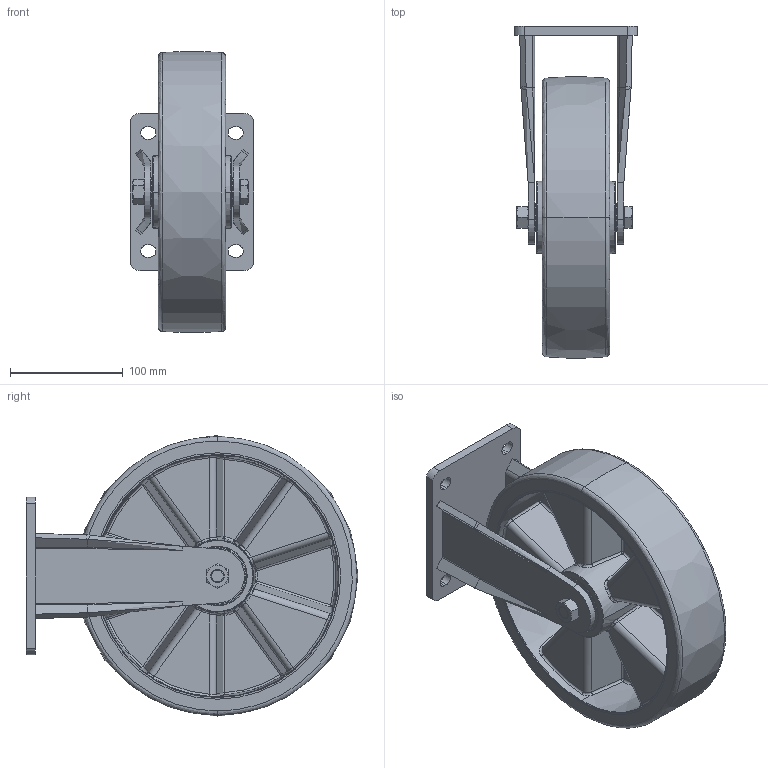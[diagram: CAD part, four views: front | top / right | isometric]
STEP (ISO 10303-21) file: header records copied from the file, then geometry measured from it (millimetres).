
FILE_DESCRIPTION (( 'STEP AP214' ), '1' );
FILE_NAME ('ERGO00H1916-Roulette Fixe D250 à platine - charge 1000kg - PU.step', '2023-03-24T09:52:36', ( 'Altae' ), ( '' ), 'SwSTEP 2.0', 'SolidWorks 2021', '' );
FILE_SCHEMA (( 'AUTOMOTIVE_DESIGN' ));
Length unit declared in the file: millimetre
Products named in the file (1): ERGO00H1916-Roulette Fixe D250 à platine - charge 1000kg - PU
Bounding box: 110 x 294.87 x 249.74 mm (x, y, z)
Volume: 1476137 mm3; surface area: 326972.6 mm2
Topology: 3 solids, 3 shells, 478 faces, 1129 edges, 673 vertices
Faces by surface type: bspline 225, plane 133, cylinder 82, cone 38
Entity records: 23195 total; most frequent: CARTESIAN_POINT 13689, ORIENTED_EDGE 2252, DIRECTION 1592, EDGE_CURVE 1126, VERTEX_POINT 673, AXIS2_PLACEMENT_3D 638, EDGE_LOOP 507, FACE_OUTER_BOUND 478
